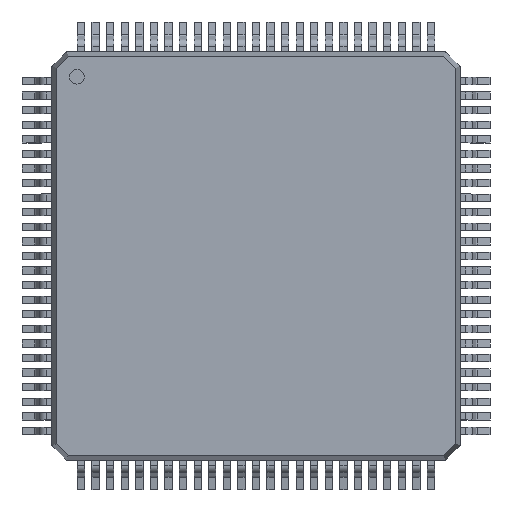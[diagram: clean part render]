
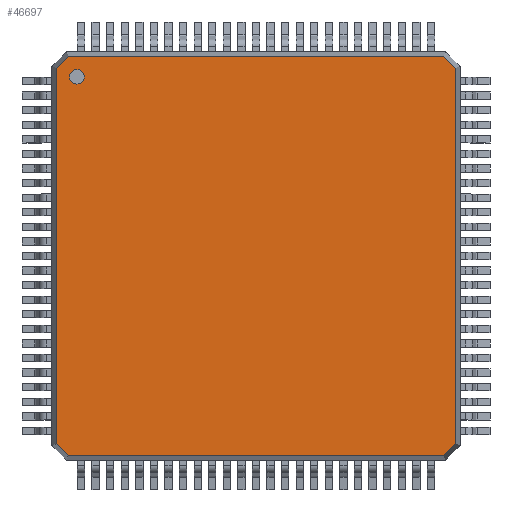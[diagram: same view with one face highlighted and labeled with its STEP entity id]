
A CAD part, top view. The second image highlights one B-rep face of the part: STEP entity #46697.
In plain terms, the highlighted planar face has unit normal (0, 0, 1).
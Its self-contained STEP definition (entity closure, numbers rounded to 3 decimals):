
#46579=CARTESIAN_POINT('',(-5.894,6.144,1.6));
#46580=VERTEX_POINT('',#46579);
#46589=CARTESIAN_POINT('',(-6.394,6.144,1.6));
#46590=VERTEX_POINT('',#46589);
#46591=CARTESIAN_POINT('',(-6.144,6.144,1.6));
#46592=DIRECTION('',(0.0,0.0,-1.0));
#46593=DIRECTION('',(1.0,0.0,0.0));
#46594=AXIS2_PLACEMENT_3D('',#46591,#46592,#46593);
#46595=CIRCLE('',#46594,0.25);
#46596=EDGE_CURVE('',#46590,#46580,#46595,.T.);
#46616=CARTESIAN_POINT('',(0.0,0.0,1.6));
#46617=DIRECTION('',(0.0,0.0,1.0));
#46618=DIRECTION('',(0.0,-1.0,0.0));
#46619=AXIS2_PLACEMENT_3D('',#46616,#46617,#46618);
#46620=PLANE('',#46619);
#46621=CARTESIAN_POINT('',(6.85,6.438,1.6));
#46622=VERTEX_POINT('',#46621);
#46623=CARTESIAN_POINT('',(6.85,-6.438,1.6));
#46624=VERTEX_POINT('',#46623);
#46625=CARTESIAN_POINT('',(6.85,6.438,1.6));
#46626=DIRECTION('',(0.0,-1.0,0.0));
#46627=VECTOR('',#46626,12.876);
#46628=LINE('',#46625,#46627);
#46629=EDGE_CURVE('',#46622,#46624,#46628,.T.);
#46630=ORIENTED_EDGE('',*,*,#46629,.F.);
#46631=CARTESIAN_POINT('',(6.438,6.85,1.6));
#46632=VERTEX_POINT('',#46631);
#46633=CARTESIAN_POINT('',(6.438,6.85,1.6));
#46634=DIRECTION('',(0.707,-0.707,0.0));
#46635=VECTOR('',#46634,0.583);
#46636=LINE('',#46633,#46635);
#46637=EDGE_CURVE('',#46632,#46622,#46636,.T.);
#46638=ORIENTED_EDGE('',*,*,#46637,.F.);
#46639=CARTESIAN_POINT('',(-6.438,6.85,1.6));
#46640=VERTEX_POINT('',#46639);
#46641=CARTESIAN_POINT('',(-6.438,6.85,1.6));
#46642=DIRECTION('',(1.0,0.0,0.0));
#46643=VECTOR('',#46642,12.876);
#46644=LINE('',#46641,#46643);
#46645=EDGE_CURVE('',#46640,#46632,#46644,.T.);
#46646=ORIENTED_EDGE('',*,*,#46645,.F.);
#46647=CARTESIAN_POINT('',(-6.85,6.438,1.6));
#46648=VERTEX_POINT('',#46647);
#46649=CARTESIAN_POINT('',(-6.85,6.438,1.6));
#46650=DIRECTION('',(0.707,0.707,0.0));
#46651=VECTOR('',#46650,0.583);
#46652=LINE('',#46649,#46651);
#46653=EDGE_CURVE('',#46648,#46640,#46652,.T.);
#46654=ORIENTED_EDGE('',*,*,#46653,.F.);
#46655=CARTESIAN_POINT('',(-6.85,-6.438,1.6));
#46656=VERTEX_POINT('',#46655);
#46657=CARTESIAN_POINT('',(-6.85,-6.438,1.6));
#46658=DIRECTION('',(0.0,1.0,0.0));
#46659=VECTOR('',#46658,12.876);
#46660=LINE('',#46657,#46659);
#46661=EDGE_CURVE('',#46656,#46648,#46660,.T.);
#46662=ORIENTED_EDGE('',*,*,#46661,.F.);
#46663=CARTESIAN_POINT('',(-6.438,-6.85,1.6));
#46664=VERTEX_POINT('',#46663);
#46665=CARTESIAN_POINT('',(-6.438,-6.85,1.6));
#46666=DIRECTION('',(-0.707,0.707,0.0));
#46667=VECTOR('',#46666,0.583);
#46668=LINE('',#46665,#46667);
#46669=EDGE_CURVE('',#46664,#46656,#46668,.T.);
#46670=ORIENTED_EDGE('',*,*,#46669,.F.);
#46671=CARTESIAN_POINT('',(6.438,-6.85,1.6));
#46672=VERTEX_POINT('',#46671);
#46673=CARTESIAN_POINT('',(6.438,-6.85,1.6));
#46674=DIRECTION('',(-1.0,0.0,0.0));
#46675=VECTOR('',#46674,12.876);
#46676=LINE('',#46673,#46675);
#46677=EDGE_CURVE('',#46672,#46664,#46676,.T.);
#46678=ORIENTED_EDGE('',*,*,#46677,.F.);
#46679=CARTESIAN_POINT('',(6.85,-6.438,1.6));
#46680=DIRECTION('',(-0.707,-0.707,0.0));
#46681=VECTOR('',#46680,0.583);
#46682=LINE('',#46679,#46681);
#46683=EDGE_CURVE('',#46624,#46672,#46682,.T.);
#46684=ORIENTED_EDGE('',*,*,#46683,.F.);
#46685=EDGE_LOOP('',(#46630,#46638,#46646,#46654,#46662,#46670,#46678,#46684));
#46686=FACE_OUTER_BOUND('',#46685,.T.);
#46687=ORIENTED_EDGE('',*,*,#46596,.T.);
#46688=CARTESIAN_POINT('',(-6.144,6.144,1.6));
#46689=DIRECTION('',(0.0,0.0,-1.0));
#46690=DIRECTION('',(1.0,0.0,0.0));
#46691=AXIS2_PLACEMENT_3D('',#46688,#46689,#46690);
#46692=CIRCLE('',#46691,0.25);
#46693=EDGE_CURVE('',#46580,#46590,#46692,.T.);
#46694=ORIENTED_EDGE('',*,*,#46693,.T.);
#46695=EDGE_LOOP('',(#46687,#46694));
#46696=FACE_BOUND('',#46695,.T.);
#46697=ADVANCED_FACE('',(#46686,#46696),#46620,.T.);
